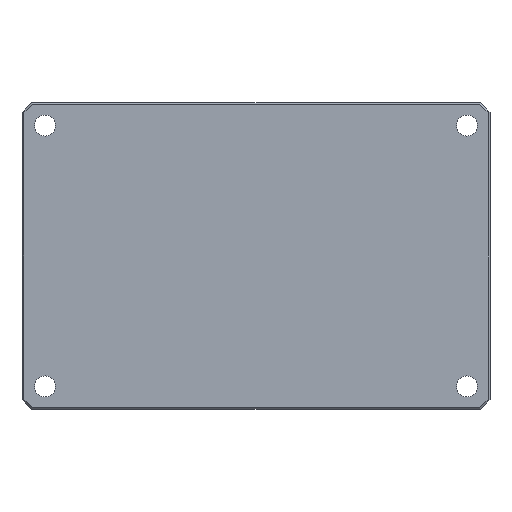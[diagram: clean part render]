
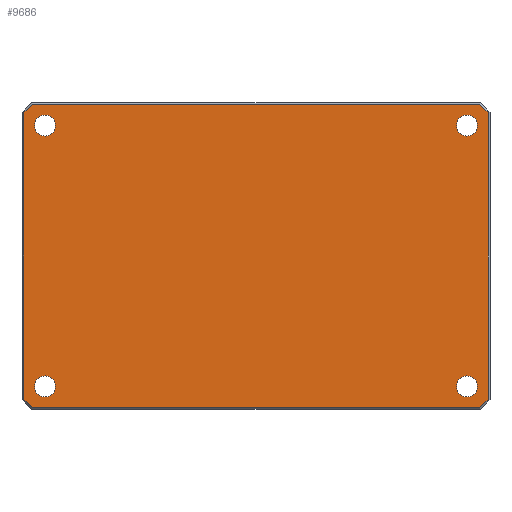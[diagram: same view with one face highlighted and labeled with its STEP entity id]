
A CAD part, front view. The second image highlights one B-rep face of the part: STEP entity #9686.
In plain terms, the highlighted planar face has unit normal (0, -1, 0).
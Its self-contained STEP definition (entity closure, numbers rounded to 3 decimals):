
#732=DIRECTION('',(0.,0.,1.));
#733=VECTOR('',#732,149.172);
#734=CARTESIAN_POINT('',(121.,-5.,-74.586));
#735=LINE('',#734,#733);
#753=DIRECTION('',(0.707,0.,-0.707));
#754=VECTOR('',#753,6.243);
#755=CARTESIAN_POINT('',(116.586,-5.,79.));
#756=LINE('',#755,#754);
#760=DIRECTION('',(-0.707,0.,-0.707));
#761=VECTOR('',#760,6.243);
#762=CARTESIAN_POINT('',(121.,-5.,-74.586));
#763=LINE('',#762,#761);
#767=DIRECTION('',(-0.707,0.,0.707));
#768=VECTOR('',#767,6.243);
#769=CARTESIAN_POINT('',(-116.586,-5.,-79.));
#770=LINE('',#769,#768);
#774=DIRECTION('',(0.707,0.,0.707));
#775=VECTOR('',#774,6.243);
#776=CARTESIAN_POINT('',(-121.,-5.,74.586));
#777=LINE('',#776,#775);
#781=CARTESIAN_POINT('',(110.,-5.,-68.));
#782=DIRECTION('',(0.,-1.,0.));
#783=DIRECTION('',(-1.,0.,0.));
#784=AXIS2_PLACEMENT_3D('',#781,#782,#783);
#789=CARTESIAN_POINT('',(110.,-5.,-68.));
#790=DIRECTION('',(0.,-1.,0.));
#791=DIRECTION('',(1.,0.,0.));
#792=AXIS2_PLACEMENT_3D('',#789,#790,#791);
#797=CARTESIAN_POINT('',(110.,-5.,68.));
#798=DIRECTION('',(0.,-1.,0.));
#799=DIRECTION('',(-1.,0.,0.));
#800=AXIS2_PLACEMENT_3D('',#797,#798,#799);
#805=CARTESIAN_POINT('',(110.,-5.,68.));
#806=DIRECTION('',(0.,-1.,0.));
#807=DIRECTION('',(1.,0.,0.));
#808=AXIS2_PLACEMENT_3D('',#805,#806,#807);
#813=CARTESIAN_POINT('',(-110.,-5.,68.));
#814=DIRECTION('',(0.,-1.,0.));
#815=DIRECTION('',(-1.,0.,0.));
#816=AXIS2_PLACEMENT_3D('',#813,#814,#815);
#821=CARTESIAN_POINT('',(-110.,-5.,68.));
#822=DIRECTION('',(0.,-1.,0.));
#823=DIRECTION('',(1.,0.,0.));
#824=AXIS2_PLACEMENT_3D('',#821,#822,#823);
#829=CARTESIAN_POINT('',(-110.,-5.,-68.));
#830=DIRECTION('',(0.,-1.,0.));
#831=DIRECTION('',(-1.,0.,0.));
#832=AXIS2_PLACEMENT_3D('',#829,#830,#831);
#837=CARTESIAN_POINT('',(-110.,-5.,-68.));
#838=DIRECTION('',(0.,-1.,0.));
#839=DIRECTION('',(1.,0.,0.));
#840=AXIS2_PLACEMENT_3D('',#837,#838,#839);
#845=DIRECTION('',(-1.,0.,0.));
#846=VECTOR('',#845,233.172);
#847=CARTESIAN_POINT('',(116.586,-5.,79.));
#848=LINE('',#847,#846);
#915=DIRECTION('',(0.,0.,-1.));
#916=VECTOR('',#915,149.172);
#917=CARTESIAN_POINT('',(-121.,-5.,74.586));
#918=LINE('',#917,#916);
#971=DIRECTION('',(1.,0.,0.));
#972=VECTOR('',#971,233.172);
#973=CARTESIAN_POINT('',(-116.586,-5.,-79.));
#974=LINE('',#973,#972);
#8497=CARTESIAN_POINT('',(116.586,-5.,79.));
#8498=CARTESIAN_POINT('',(-116.586,-5.,79.));
#8499=VERTEX_POINT('',#8497);
#8500=VERTEX_POINT('',#8498);
#8501=CARTESIAN_POINT('',(121.,-5.,74.586));
#8502=VERTEX_POINT('',#8501);
#8503=CARTESIAN_POINT('',(121.,-5.,-74.586));
#8504=VERTEX_POINT('',#8503);
#8505=CARTESIAN_POINT('',(116.586,-5.,-79.));
#8506=VERTEX_POINT('',#8505);
#8507=CARTESIAN_POINT('',(-116.586,-5.,-79.));
#8508=VERTEX_POINT('',#8507);
#8509=CARTESIAN_POINT('',(-121.,-5.,-74.586));
#8510=VERTEX_POINT('',#8509);
#8511=CARTESIAN_POINT('',(-121.,-5.,74.586));
#8512=VERTEX_POINT('',#8511);
#8513=CARTESIAN_POINT('',(104.5,-5.,-68.));
#8514=CARTESIAN_POINT('',(115.5,-5.,-68.));
#8515=VERTEX_POINT('',#8513);
#8516=VERTEX_POINT('',#8514);
#8517=CARTESIAN_POINT('',(104.5,-5.,68.));
#8518=CARTESIAN_POINT('',(115.5,-5.,68.));
#8519=VERTEX_POINT('',#8517);
#8520=VERTEX_POINT('',#8518);
#8521=CARTESIAN_POINT('',(-115.5,-5.,68.));
#8522=CARTESIAN_POINT('',(-104.5,-5.,68.));
#8523=VERTEX_POINT('',#8521);
#8524=VERTEX_POINT('',#8522);
#8525=CARTESIAN_POINT('',(-115.5,-5.,-68.));
#8526=CARTESIAN_POINT('',(-104.5,-5.,-68.));
#8527=VERTEX_POINT('',#8525);
#8528=VERTEX_POINT('',#8526);
#9640=CARTESIAN_POINT('',(0.,-5.,0.));
#9641=DIRECTION('',(0.,1.,0.));
#9642=DIRECTION('',(1.,0.,0.));
#9643=AXIS2_PLACEMENT_3D('',#9640,#9641,#9642);
#9644=PLANE('',#9643);
#9646=ORIENTED_EDGE('',*,*,#9645,.F.);
#9648=ORIENTED_EDGE('',*,*,#9647,.T.);
#9649=ORIENTED_EDGE('',*,*,#9618,.F.);
#9651=ORIENTED_EDGE('',*,*,#9650,.T.);
#9653=ORIENTED_EDGE('',*,*,#9652,.F.);
#9655=ORIENTED_EDGE('',*,*,#9654,.T.);
#9657=ORIENTED_EDGE('',*,*,#9656,.F.);
#9659=ORIENTED_EDGE('',*,*,#9658,.T.);
#9660=EDGE_LOOP('',(#9646,#9648,#9649,#9651,#9653,#9655,#9657,#9659));
#9661=FACE_OUTER_BOUND('',#9660,.F.);
#9663=ORIENTED_EDGE('',*,*,#9662,.T.);
#9665=ORIENTED_EDGE('',*,*,#9664,.T.);
#9666=EDGE_LOOP('',(#9663,#9665));
#9667=FACE_BOUND('',#9666,.F.);
#9669=ORIENTED_EDGE('',*,*,#9668,.T.);
#9671=ORIENTED_EDGE('',*,*,#9670,.T.);
#9672=EDGE_LOOP('',(#9669,#9671));
#9673=FACE_BOUND('',#9672,.F.);
#9675=ORIENTED_EDGE('',*,*,#9674,.T.);
#9677=ORIENTED_EDGE('',*,*,#9676,.T.);
#9678=EDGE_LOOP('',(#9675,#9677));
#9679=FACE_BOUND('',#9678,.F.);
#9681=ORIENTED_EDGE('',*,*,#9680,.T.);
#9683=ORIENTED_EDGE('',*,*,#9682,.T.);
#9684=EDGE_LOOP('',(#9681,#9683));
#9685=FACE_BOUND('',#9684,.F.);
#9686=ADVANCED_FACE('',(#9661,#9667,#9673,#9679,#9685),#9644,.F.);
#785=CIRCLE('',#784,5.5);
#793=CIRCLE('',#792,5.5);
#801=CIRCLE('',#800,5.5);
#809=CIRCLE('',#808,5.5);
#817=CIRCLE('',#816,5.5);
#825=CIRCLE('',#824,5.5);
#833=CIRCLE('',#832,5.5);
#841=CIRCLE('',#840,5.5);
#9618=EDGE_CURVE('',#8504,#8502,#735,.T.);
#9645=EDGE_CURVE('',#8499,#8500,#848,.T.);
#9647=EDGE_CURVE('',#8499,#8502,#756,.T.);
#9650=EDGE_CURVE('',#8504,#8506,#763,.T.);
#9652=EDGE_CURVE('',#8508,#8506,#974,.T.);
#9654=EDGE_CURVE('',#8508,#8510,#770,.T.);
#9656=EDGE_CURVE('',#8512,#8510,#918,.T.);
#9658=EDGE_CURVE('',#8512,#8500,#777,.T.);
#9662=EDGE_CURVE('',#8515,#8516,#785,.T.);
#9664=EDGE_CURVE('',#8516,#8515,#793,.T.);
#9668=EDGE_CURVE('',#8519,#8520,#801,.T.);
#9670=EDGE_CURVE('',#8520,#8519,#809,.T.);
#9674=EDGE_CURVE('',#8523,#8524,#817,.T.);
#9676=EDGE_CURVE('',#8524,#8523,#825,.T.);
#9680=EDGE_CURVE('',#8527,#8528,#833,.T.);
#9682=EDGE_CURVE('',#8528,#8527,#841,.T.);
